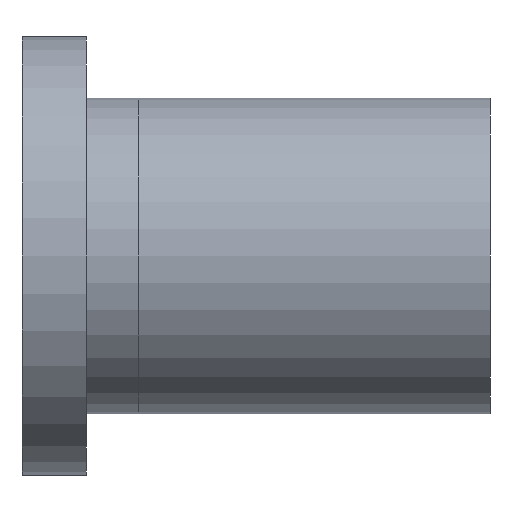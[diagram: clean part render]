
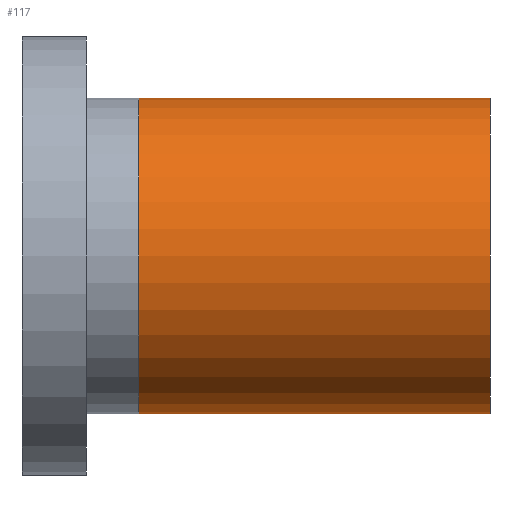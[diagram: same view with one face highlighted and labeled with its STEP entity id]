
A CAD part, front view. The second image highlights one B-rep face of the part: STEP entity #117.
In plain terms, the highlighted cylindrical face has radius 54 mm (diameter 108 mm), a partial arc.
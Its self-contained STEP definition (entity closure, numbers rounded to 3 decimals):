
#12 = CIRCLE ( 'NONE', #371, 54. ) ;
#27 = EDGE_CURVE ( 'NONE', #61, #716, #766, .T. ) ;
#32 = DIRECTION ( 'NONE',  ( 0., 0., 1. ) ) ;
#33 = DIRECTION ( 'NONE',  ( -1., 0., 0. ) ) ;
#61 = VERTEX_POINT ( 'NONE', #172 ) ;
#71 = LINE ( 'NONE', #574, #652 ) ;
#84 = FACE_OUTER_BOUND ( 'NONE', #121, .T. ) ;
#117 = ADVANCED_FACE ( 'NONE', ( #84 ), #158, .T. ) ;
#121 = EDGE_LOOP ( 'NONE', ( #239, #141, #179, #226 ) ) ;
#140 = EDGE_CURVE ( 'NONE', #447, #674, #12, .T. ) ;
#141 = ORIENTED_EDGE ( 'NONE', *, *, #27, .T. ) ;
#147 = DIRECTION ( 'NONE',  ( 0., 0., 1. ) ) ;
#158 = CYLINDRICAL_SURFACE ( 'NONE', #216, 54. ) ;
#172 = CARTESIAN_POINT ( 'NONE',  ( 143.788, 0., -54. ) ) ;
#179 = ORIENTED_EDGE ( 'NONE', *, *, #482, .T. ) ;
#181 = LINE ( 'NONE', #680, #597 ) ;
#206 = CARTESIAN_POINT ( 'NONE',  ( 143.788, 0., 0. ) ) ;
#216 = AXIS2_PLACEMENT_3D ( 'NONE', #599, #608, #147 ) ;
#226 = ORIENTED_EDGE ( 'NONE', *, *, #140, .F. ) ;
#239 = ORIENTED_EDGE ( 'NONE', *, *, #708, .F. ) ;
#265 = DIRECTION ( 'NONE',  ( -1., 0., 0. ) ) ;
#291 = CARTESIAN_POINT ( 'NONE',  ( 143.788, 0., 54. ) ) ;
#343 = CARTESIAN_POINT ( 'NONE',  ( 23.788, 0., 0. ) ) ;
#371 = AXIS2_PLACEMENT_3D ( 'NONE', #343, #524, #32 ) ;
#396 = CARTESIAN_POINT ( 'NONE',  ( 23.788, 0., -54. ) ) ;
#447 = VERTEX_POINT ( 'NONE', #396 ) ;
#462 = DIRECTION ( 'NONE',  ( 0., 0., 1. ) ) ;
#465 = AXIS2_PLACEMENT_3D ( 'NONE', #206, #672, #462 ) ;
#482 = EDGE_CURVE ( 'NONE', #716, #674, #71, .T. ) ;
#524 = DIRECTION ( 'NONE',  ( -1., 0., 0. ) ) ;
#574 = CARTESIAN_POINT ( 'NONE',  ( -151.697, 0., 54. ) ) ;
#597 = VECTOR ( 'NONE', #33, 1000. ) ;
#599 = CARTESIAN_POINT ( 'NONE',  ( -151.697, 0., 0. ) ) ;
#608 = DIRECTION ( 'NONE',  ( -1., 0., 0. ) ) ;
#652 = VECTOR ( 'NONE', #265, 1000. ) ;
#672 = DIRECTION ( 'NONE',  ( -1., 0., 0. ) ) ;
#674 = VERTEX_POINT ( 'NONE', #802 ) ;
#680 = CARTESIAN_POINT ( 'NONE',  ( -151.697, 0., -54. ) ) ;
#708 = EDGE_CURVE ( 'NONE', #61, #447, #181, .T. ) ;
#716 = VERTEX_POINT ( 'NONE', #291 ) ;
#766 = CIRCLE ( 'NONE', #465, 54. ) ;
#802 = CARTESIAN_POINT ( 'NONE',  ( 23.788, 0., 54. ) ) ;
